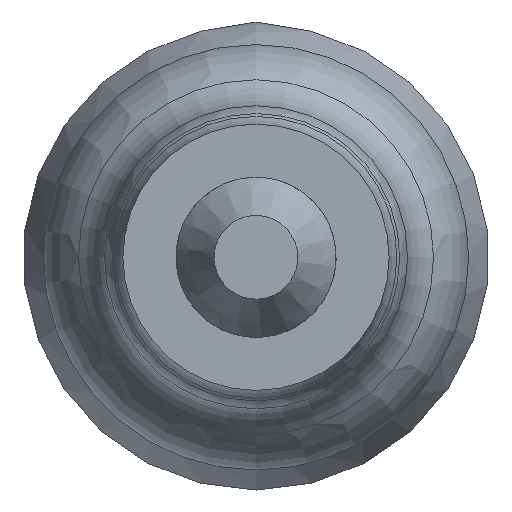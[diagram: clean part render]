
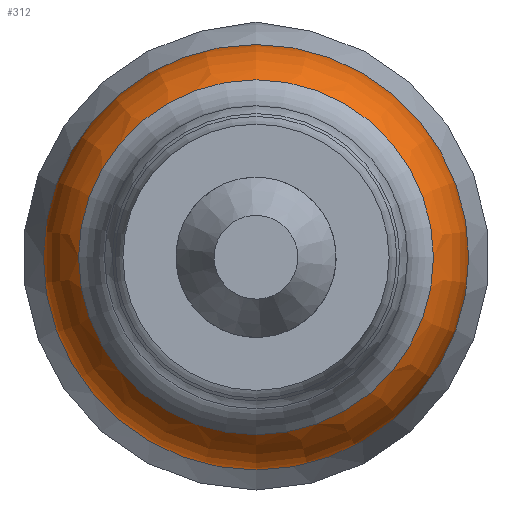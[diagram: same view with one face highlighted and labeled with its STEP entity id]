
A CAD part, left-side view. The second image highlights one B-rep face of the part: STEP entity #312.
In plain terms, the highlighted toroidal (fillet/blend) face has major radius 0.356 mm and minor radius 0.483 mm.
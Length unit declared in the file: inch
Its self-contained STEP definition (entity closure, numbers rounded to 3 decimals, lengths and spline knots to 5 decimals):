
#18 = EDGE_LOOP ( 'NONE', ( #137 ) ) ;
#82 = DIRECTION ( 'NONE',  ( 0., 0., 1. ) ) ;
#120 = ORIENTED_EDGE ( 'NONE', *, *, #590, .F. ) ;
#121 = CARTESIAN_POINT ( 'NONE',  ( 0.10183, 0., 0. ) ) ;
#122 = DIRECTION ( 'NONE',  ( 0., 0., 1. ) ) ;
#137 = ORIENTED_EDGE ( 'NONE', *, *, #241, .T. ) ;
#151 = AXIS2_PLACEMENT_3D ( 'NONE', #121, #456, #82 ) ;
#159 = AXIS2_PLACEMENT_3D ( 'NONE', #463, #606, #122 ) ;
#161 = DIRECTION ( 'NONE',  ( 0., 0., 1. ) ) ;
#177 = FACE_OUTER_BOUND ( 'NONE', #353, .T. ) ;
#207 = VERTEX_POINT ( 'NONE', #394 ) ;
#213 = CIRCLE ( 'NONE', #570, 0.033 ) ;
#241 = EDGE_CURVE ( 'NONE', #435, #435, #213, .T. ) ;
#255 = CIRCLE ( 'NONE', #151, 0.02753 ) ;
#280 = CARTESIAN_POINT ( 'NONE',  ( 0.11517, 0., 0. ) ) ;
#312 = ADVANCED_FACE ( 'NONE', ( #177, #352 ), #491, .T. ) ;
#324 = CARTESIAN_POINT ( 'NONE',  ( 0.11517, 0., 0.033 ) ) ;
#352 = FACE_OUTER_BOUND ( 'NONE', #18, .T. ) ;
#353 = EDGE_LOOP ( 'NONE', ( #120 ) ) ;
#394 = CARTESIAN_POINT ( 'NONE',  ( 0.10183, 0., 0.02753 ) ) ;
#435 = VERTEX_POINT ( 'NONE', #324 ) ;
#456 = DIRECTION ( 'NONE',  ( -1., 0., 0. ) ) ;
#463 = CARTESIAN_POINT ( 'NONE',  ( 0.11517, 0., 0. ) ) ;
#490 = DIRECTION ( 'NONE',  ( -1., 0., 0. ) ) ;
#491 = TOROIDAL_SURFACE ( 'NONE', #159, 0.014, 0.019 ) ;
#570 = AXIS2_PLACEMENT_3D ( 'NONE', #280, #490, #161 ) ;
#590 = EDGE_CURVE ( 'NONE', #207, #207, #255, .T. ) ;
#606 = DIRECTION ( 'NONE',  ( -1., 0., 0. ) ) ;
